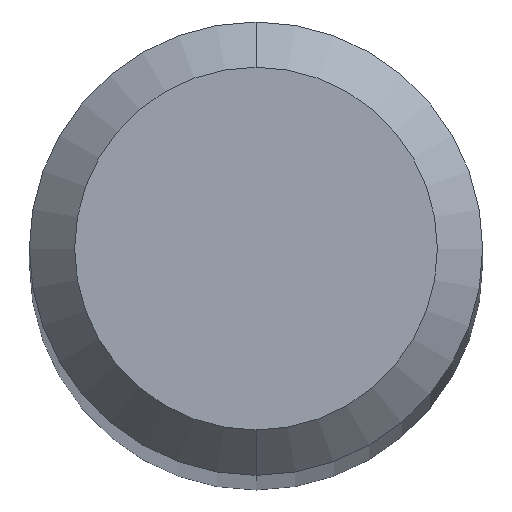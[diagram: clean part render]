
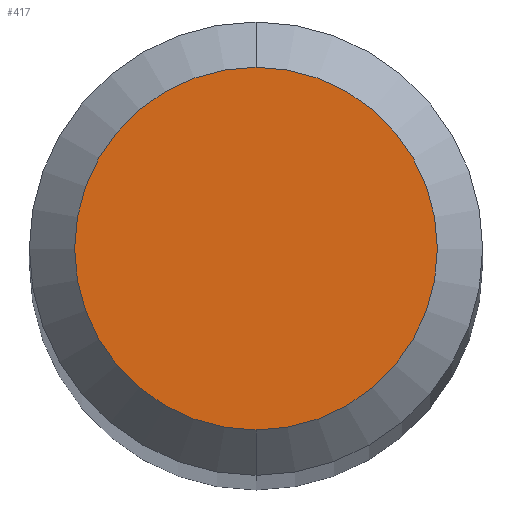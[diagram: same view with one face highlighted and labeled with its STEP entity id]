
A CAD part, top view. The second image highlights one B-rep face of the part: STEP entity #417.
In plain terms, the highlighted planar face has unit normal (0, 0, 1).
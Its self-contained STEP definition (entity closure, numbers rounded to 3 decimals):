
#275=VERTEX_POINT('',#610);
#385=EDGE_CURVE('',#275,#479,#729,.T.);
#417=ADVANCED_FACE('',(#762),#763,.T.);
#479=VERTEX_POINT('',#832);
#485=EDGE_CURVE('',#479,#275,#838,.T.);
#610=CARTESIAN_POINT('',(0.,-1.2,0.0));
#729=CIRCLE('',#2199,1.2);
#762=FACE_OUTER_BOUND('',#2710,.T.);
#763=PLANE('',#2711);
#832=CARTESIAN_POINT('',(0.0,1.2,0.0));
#838=CIRCLE('',#3499,1.2);
#2199=AXIS2_PLACEMENT_3D('',#3781,#3782,#3783);
#2710=EDGE_LOOP('',(#3801,#3802));
#2711=AXIS2_PLACEMENT_3D('',#3803,#3804,#3805);
#3499=AXIS2_PLACEMENT_3D('',#3873,#3874,#3875);
#3781=CARTESIAN_POINT('',(0.0,0.0,0.0));
#3782=DIRECTION('',(0.0,0.0,-1.0));
#3783=DIRECTION('',(0.0,1.0,0.0));
#3801=ORIENTED_EDGE('',*,*,#485,.F.);
#3802=ORIENTED_EDGE('',*,*,#385,.F.);
#3803=CARTESIAN_POINT('',(0.0,0.6,0.0));
#3804=DIRECTION('',(-0.0,0.0,1.0));
#3805=DIRECTION('',(0.0,-1.0,0.0));
#3873=CARTESIAN_POINT('',(0.0,0.0,0.0));
#3874=DIRECTION('',(0.0,0.0,-1.0));
#3875=DIRECTION('',(0.0,1.0,0.0));
